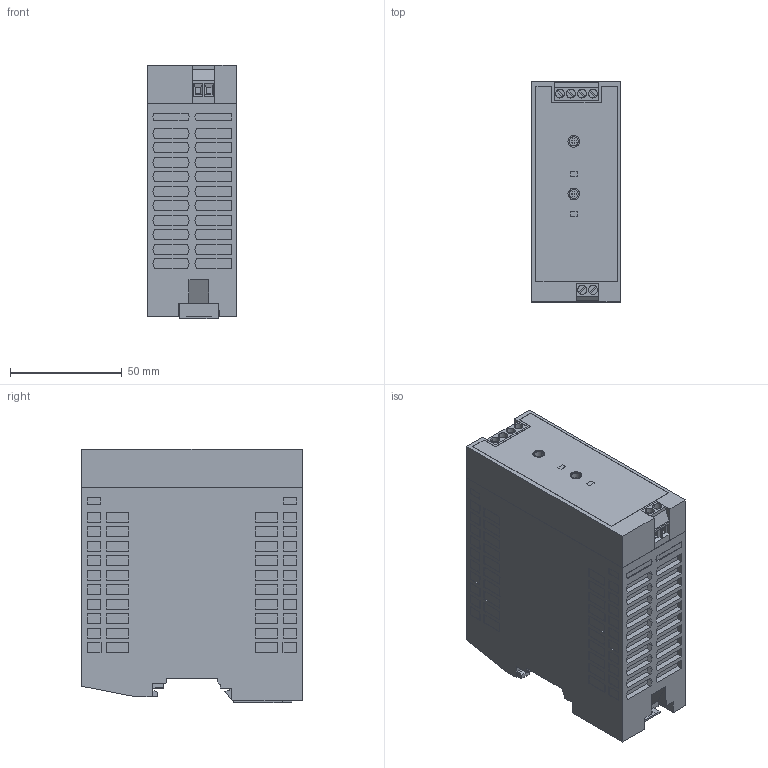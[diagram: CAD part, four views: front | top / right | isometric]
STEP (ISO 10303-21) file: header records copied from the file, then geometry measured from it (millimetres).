
FILE_DESCRIPTION(('Creo Elements/Direct Modeling STEP Export'),'2;1');
FILE_NAME('model.stp','2022-04-11T15:10:45',(''),(''),'Creo Elements/Direct Modeling STEP processor for AP214 (Solid Model)','Creo Elements/Direct Modeling 20.1D 10-Oct-2020 (C) Parametric Technology GmbH','');
FILE_SCHEMA(('AUTOMOTIVE_DESIGN { 1 0 10303 214 1 1 1 1 }'));
Length unit declared in the file: millimetre
Products named in the file (2): QUINT4_SYS_PS_1AC_24DC_2.5_SC-select
Assembly tree (1 placements, depth 2):
  QUINT4_SYS_PS_1AC_24DC_2.5_SC-select
    QUINT4_SYS_PS_1AC_24DC_2.5_SC-select
Bounding box: 40.2 x 99 x 113.54 mm (x, y, z)
Volume: 417717.9 mm3; surface area: 46629.7 mm2
Topology: 2 solids, 2 shells, 949 faces, 2397 edges, 1586 vertices
Faces by surface type: plane 929, cylinder 20
Entity records: 31842 total; most frequent: CARTESIAN_POINT 4817, ORIENTED_EDGE 4800, DIRECTION 4152, EDGE_CURVE 2397, VECTOR 2310, LINE 2310, VERTEX_POINT 1586, EDGE_LOOP 1086
